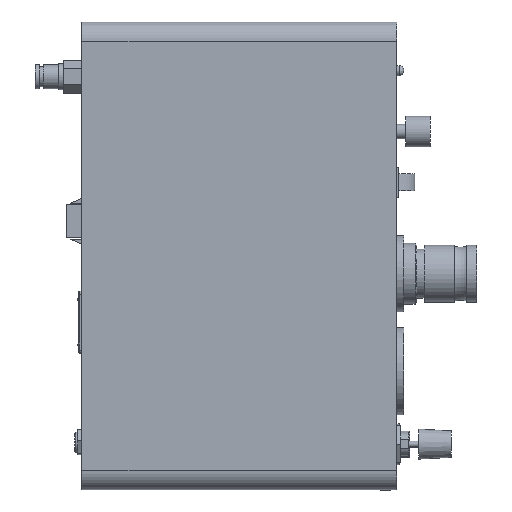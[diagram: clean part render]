
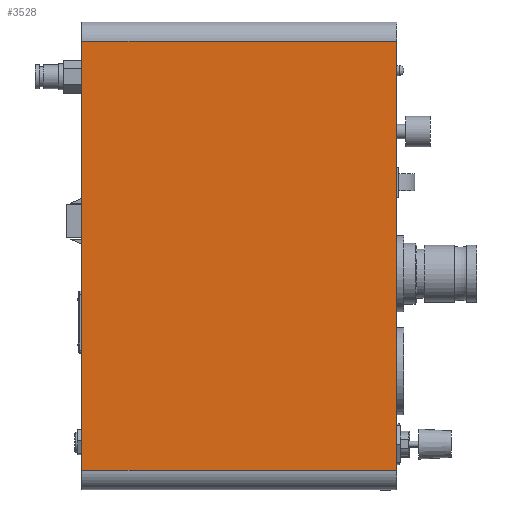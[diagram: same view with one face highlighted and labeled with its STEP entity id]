
A CAD part, top view. The second image highlights one B-rep face of the part: STEP entity #3528.
In plain terms, the highlighted planar face has unit normal (0, 0, 1).
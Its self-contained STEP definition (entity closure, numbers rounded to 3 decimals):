
#485=FACE_OUTER_BOUND('',#727,.T.);
#727=EDGE_LOOP('',(#2948,#2949,#2950,#2951));
#1016=LINE('',#5745,#1330);
#1032=LINE('',#5789,#1346);
#1051=LINE('',#5837,#1365);
#1052=LINE('',#5839,#1366);
#1330=VECTOR('',#4736,1000.);
#1346=VECTOR('',#4768,1000.);
#1365=VECTOR('',#4823,1000.);
#1366=VECTOR('',#4826,1000.);
#1620=VERTEX_POINT('',#5742);
#1621=VERTEX_POINT('',#5744);
#1640=VERTEX_POINT('',#5786);
#1641=VERTEX_POINT('',#5788);
#2048=EDGE_CURVE('',#1621,#1620,#1016,.F.);
#2068=EDGE_CURVE('',#1640,#1641,#1032,.F.);
#2098=EDGE_CURVE('',#1621,#1640,#1051,.T.);
#2099=EDGE_CURVE('',#1620,#1641,#1052,.F.);
#2948=ORIENTED_EDGE('',*,*,#2068,.F.);
#2949=ORIENTED_EDGE('',*,*,#2098,.F.);
#2950=ORIENTED_EDGE('',*,*,#2048,.T.);
#2951=ORIENTED_EDGE('',*,*,#2099,.T.);
#3143=PLANE('',#3872);
#3528=ADVANCED_FACE('',(#485),#3143,.T.);
#3872=AXIS2_PLACEMENT_3D('',#5838,#4824,#4825);
#4736=DIRECTION('',(0.,1.,0.));
#4768=DIRECTION('',(0.,1.,0.));
#4823=DIRECTION('',(1.,0.,0.));
#4824=DIRECTION('center_axis',(0.,0.,
1.));
#4825=DIRECTION('ref_axis',(0.,1.,0.));
#4826=DIRECTION('',(-1.,0.,0.));
#5742=CARTESIAN_POINT('',(-77.5,-105.5,66.5));
#5744=CARTESIAN_POINT('',(-77.5,105.9,66.5));
#5745=CARTESIAN_POINT('',(-77.5,105.9,66.5));
#5786=CARTESIAN_POINT('',(77.5,105.9,66.5));
#5788=CARTESIAN_POINT('',(77.5,-105.5,66.5));
#5789=CARTESIAN_POINT('',(77.5,105.9,66.5));
#5837=CARTESIAN_POINT('',(-77.5,105.9,66.5));
#5838=CARTESIAN_POINT('Origin',(-77.5,105.9,66.5));
#5839=CARTESIAN_POINT('',(-77.5,-105.5,66.5));
